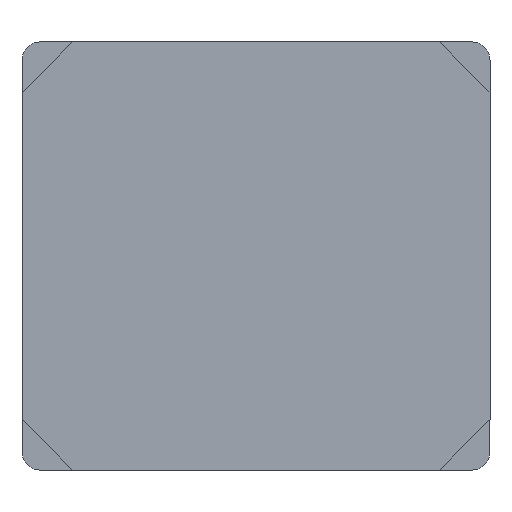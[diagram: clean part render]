
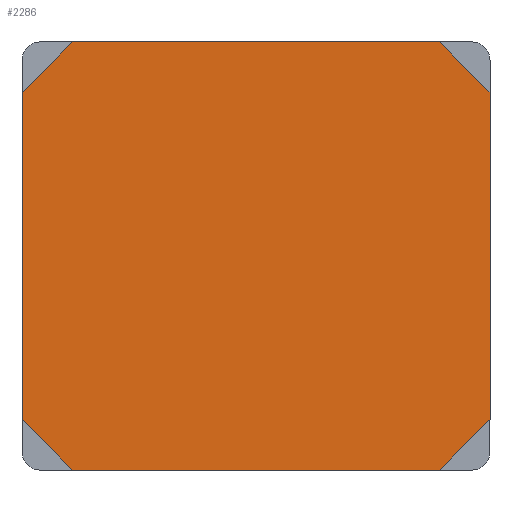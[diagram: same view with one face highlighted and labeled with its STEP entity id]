
A CAD part, front view. The second image highlights one B-rep face of the part: STEP entity #2286.
In plain terms, the highlighted planar face has unit normal (0, -1, 0).
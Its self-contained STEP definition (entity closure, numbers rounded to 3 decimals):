
#1989=CARTESIAN_POINT('POINT129',(-19.431,-48.26,13.589))
   ;
#1990=VERTEX_POINT('VERTEX129',#1989);
#1991=CARTESIAN_POINT('POINT130',(-15.24,-48.26,17.78));
#1992=VERTEX_POINT('VERTEX130',#1991);
#1993=CARTESIAN_POINT('POS231',(-15.24,-48.26,17.78));
#1994=DIRECTION('DIR306',(0.707,0.,
   0.707));
#1995=VECTOR('VEC156',#1994,25.4);
#1996=LINE('STRAIGHT156',#1993,#1995);
#1997=EDGE_CURVE('EDGE185',#1990,#1992,#1996,.T.);
#2148=CARTESIAN_POINT('POINT139',(-15.24,-48.26,-17.78));
#2149=VERTEX_POINT('VERTEX139',#2148);
#2150=CARTESIAN_POINT('POINT140',(-19.431,-48.26,-13.589)
   );
#2151=VERTEX_POINT('VERTEX140',#2150);
#2152=CARTESIAN_POINT('POS250',(-19.431,-48.26,-13.589));
#2153=DIRECTION('DIR331',(-0.707,0.,
   0.707));
#2154=VECTOR('VEC169',#2153,25.4);
#2155=LINE('STRAIGHT169',#2152,#2154);
#2156=EDGE_CURVE('EDGE200',#2149,#2151,#2155,.T.);
#2211=CARTESIAN_POINT('POINT145',(19.431,-48.26,-13.589))
   ;
#2212=VERTEX_POINT('VERTEX145',#2211);
#2213=CARTESIAN_POINT('POINT146',(15.24,-48.26,-17.78));
#2214=VERTEX_POINT('VERTEX146',#2213);
#2215=CARTESIAN_POINT('POS257',(15.24,-48.26,-17.78));
#2216=DIRECTION('DIR340',(-0.707,0.,
   -0.707));
#2217=VECTOR('VEC174',#2216,25.4);
#2218=LINE('STRAIGHT174',#2215,#2217);
#2219=EDGE_CURVE('EDGE207',#2212,#2214,#2218,.T.);
#2242=CARTESIAN_POINT('POINT147',(19.431,-48.26,13.589));
#2243=VERTEX_POINT('VERTEX147',#2242);
#2244=CARTESIAN_POINT('POS261',(19.431,-48.26,-13.589));
#2245=DIRECTION('DIR345',(0.,0.,
   -1.));
#2246=VECTOR('VEC177',#2245,25.4);
#2247=LINE('STRAIGHT177',#2244,#2246);
#2248=EDGE_CURVE('EDGE210',#2243,#2212,#2247,.T.);
#2249=ORIENTED_EDGE('COEDGE361',*,*,#2248,.F.);
#2250=CARTESIAN_POINT('POINT148',(15.24,-48.26,17.78));
#2251=VERTEX_POINT('VERTEX148',#2250);
#2252=CARTESIAN_POINT('POS262',(19.431,-48.26,13.589));
#2253=DIRECTION('DIR346',(0.707,0.,
   -0.707));
#2254=VECTOR('VEC178',#2253,25.4);
#2255=LINE('STRAIGHT178',#2252,#2254);
#2256=EDGE_CURVE('EDGE211',#2251,#2243,#2255,.T.);
#2257=ORIENTED_EDGE('COEDGE362',*,*,#2256,.F.);
#2258=CARTESIAN_POINT('POS263',(15.24,-48.26,17.78));
#2259=DIRECTION('DIR347',(1.,0.,
   0.));
#2260=VECTOR('VEC179',#2259,25.4);
#2261=LINE('STRAIGHT179',#2258,#2260);
#2262=EDGE_CURVE('EDGE212',#1992,#2251,#2261,.T.);
#2263=ORIENTED_EDGE('COEDGE363',*,*,#2262,.F.);
#2264=ORIENTED_EDGE('COEDGE364',*,*,#1997,.F.);
#2265=CARTESIAN_POINT('POS264',(-19.431,-48.26,13.589));
#2266=DIRECTION('DIR348',(0.,0.,
   1.));
#2267=VECTOR('VEC180',#2266,25.4);
#2268=LINE('STRAIGHT180',#2265,#2267);
#2269=EDGE_CURVE('EDGE213',#2151,#1990,#2268,.T.);
#2270=ORIENTED_EDGE('COEDGE365',*,*,#2269,.F.);
#2271=ORIENTED_EDGE('COEDGE366',*,*,#2156,.F.);
#2272=CARTESIAN_POINT('POS265',(-15.24,-48.26,-17.78));
#2273=DIRECTION('DIR349',(-1.,0.,0.));
#2274=VECTOR('VEC181',#2273,25.4);
#2275=LINE('STRAIGHT181',#2272,#2274);
#2276=EDGE_CURVE('EDGE214',#2214,#2149,#2275,.T.);
#2277=ORIENTED_EDGE('COEDGE367',*,*,#2276,.F.);
#2278=ORIENTED_EDGE('COEDGE368',*,*,#2219,.F.);
#2279=EDGE_LOOP('NONE',(#2249,#2257,#2263,#2264,#2270,#2271,#2277,#2278)
   );
#2280=FACE_BOUND('LOOP1',#2279,.T.);
#2281=CARTESIAN_POINT('POS266',(0.,-48.26,
   0.));
#2282=DIRECTION('DIR350',(0.,-1.,
   0.));
#2283=DIRECTION('DIR351',(1.,0.,
   0.));
#2284=AXIS2_PLACEMENT_3D('AXIS85',#2281,#2282,#2283);
#2285=PLANE('PLANE61',#2284);
#2286=ADVANCED_FACE('FACE77',(#2280),#2285,.T.);
